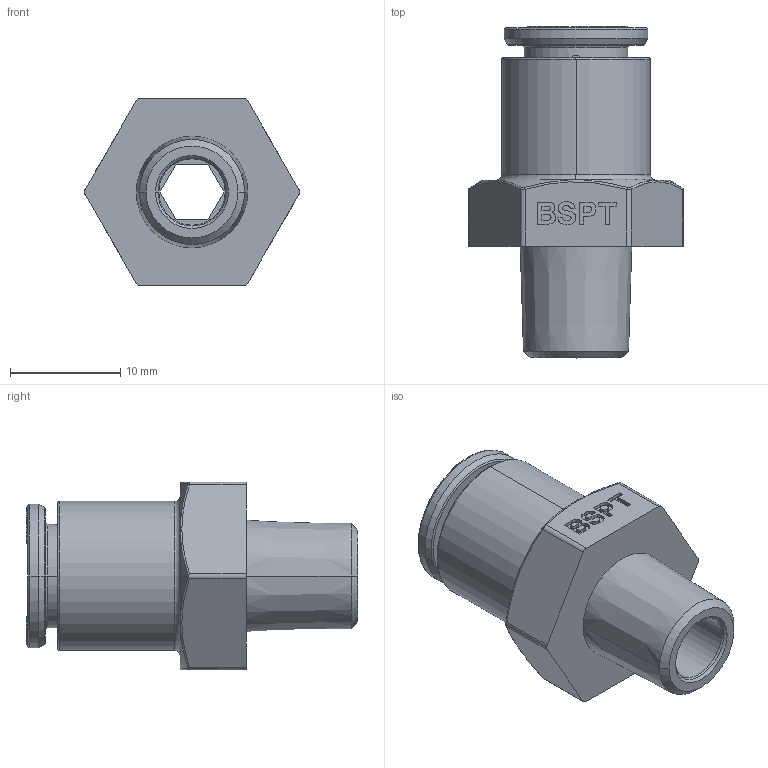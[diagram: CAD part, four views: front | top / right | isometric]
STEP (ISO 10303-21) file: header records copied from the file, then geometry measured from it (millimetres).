
FILE_DESCRIPTION(('STEP AP214'),'1');
FILE_NAME('6875_08_10.stp','2016-07-07T14:46:48',('TraceParts'),('TraceParts S.A.'),'Spatial InterOp 3D',' ',' ');
FILE_SCHEMA(('automotive_design'));
Length unit declared in the file: millimetre
Products named in the file (6): 6875 08 10|44108-19_ASM_1814#44108-19_ASM|44108-30_1810#44108-30;Solide1; 6875 08 10|44108-19_ASM_1814#44108-19_ASM|44108-32_1811#44108-32;Solide1; 6875 08 10|44108-19_ASM_1814#44108-19_ASM|44108_1812#44108;Solide1; 6875 08 10|44108-19_ASM_1814#44108-19_ASM|44108-40_1813#44108-40;Solide1; 6875 08 10|44518-41_1809#44518-41;Solide1; 6875 08 10|44108-11-10-ASM_1815#44108-11-10-ASM;Solide1
Bounding box: 19.48 x 30.05 x 17 mm (x, y, z)
Volume: 2765.6 mm3; surface area: 4016.6 mm2
Topology: 6 solids, 6 shells, 802 faces, 2122 edges, 1373 vertices
Faces by surface type: plane 460, bspline 126, cone 90, cylinder 78, torus 46, sphere 2
Entity records: 35186 total; most frequent: CARTESIAN_POINT 9204, ORIENTED_EDGE 4240, DIRECTION 3698, EDGE_CURVE 2120, LINE 1442, VECTOR 1442, VERTEX_POINT 1373, AXIS2_PLACEMENT_3D 1128
